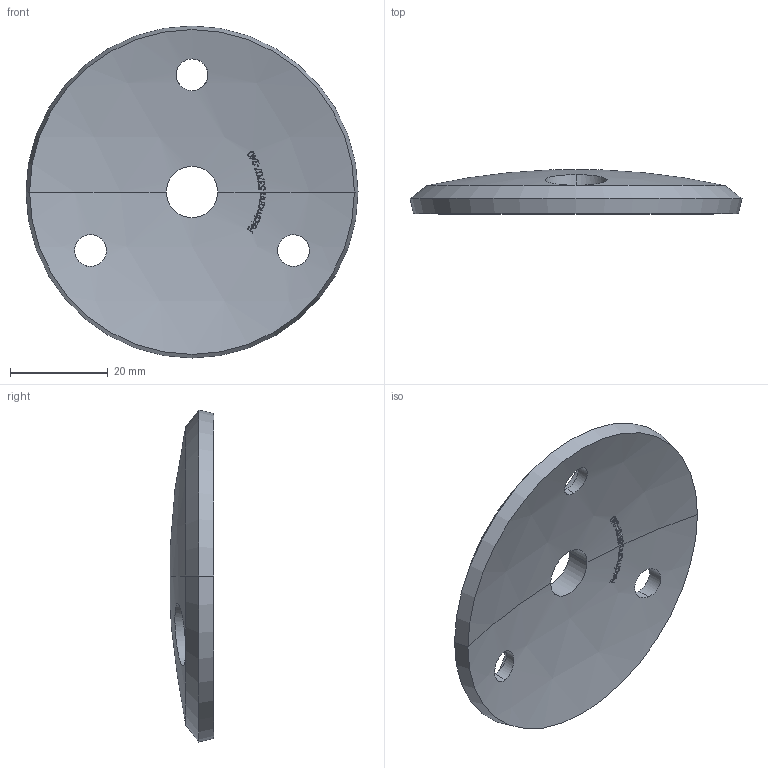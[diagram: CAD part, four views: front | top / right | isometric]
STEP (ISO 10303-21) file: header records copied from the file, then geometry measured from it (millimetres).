
FILE_DESCRIPTION (( 'STEP AP203' ), '1' );
FILE_NAME ('53707-240.STEP', '2020-10-15T09:55:52', ( '' ), ( '' ), 'SwSTEP 2.0', 'SolidWorks 2018', '' );
FILE_SCHEMA (( 'CONFIG_CONTROL_DESIGN' ));
Length unit declared in the file: millimetre
Products named in the file (2): 53707-240
Bounding box: 68 x 9 x 68 mm (x, y, z)
Volume: 15876.4 mm3; surface area: 8329.3 mm2
Topology: 1 solids, 1 shells, 240 faces, 632 edges, 418 vertices
Faces by surface type: plane 101, bspline 94, sphere 27, cylinder 14, cone 4
Entity records: 12902 total; most frequent: CARTESIAN_POINT 7295, ORIENTED_EDGE 1264, DIRECTION 918, EDGE_CURVE 632, VERTEX_POINT 418, AXIS2_PLACEMENT_3D 354, EDGE_LOOP 272, ADVANCED_FACE 240
